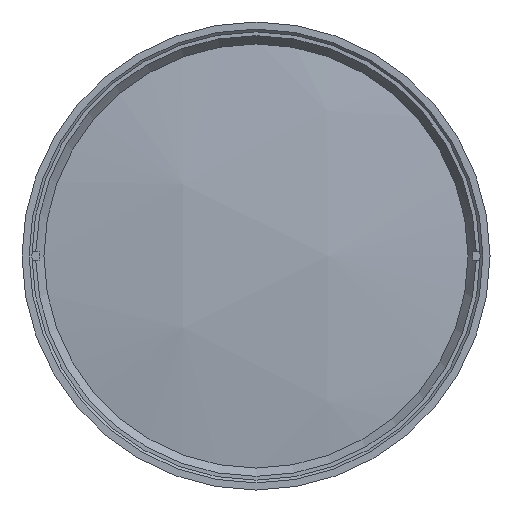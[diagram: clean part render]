
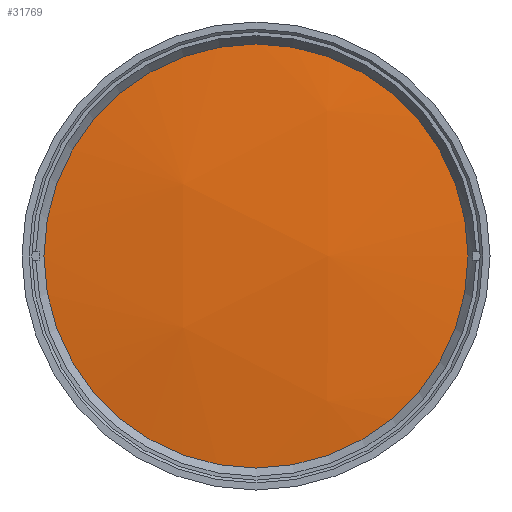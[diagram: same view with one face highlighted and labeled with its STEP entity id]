
A CAD part, left-side view. The second image highlights one B-rep face of the part: STEP entity #31769.
In plain terms, the highlighted spherical face has radius 266.722 mm.
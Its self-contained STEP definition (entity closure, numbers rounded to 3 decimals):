
#7476 = FACE_OUTER_BOUND ( 'NONE', #8646, .T. ) ;
#8470 = CARTESIAN_POINT ( 'NONE',  ( -75.867, 10.193, 115.091 ) ) ;
#8532 = CIRCLE ( 'NONE', #35164, 39.359 ) ;
#8646 = EDGE_LOOP ( 'NONE', ( #20526 ) ) ;
#11381 = DIRECTION ( 'NONE',  ( -0.15, 0.989, 0. ) ) ;
#11650 = DIRECTION ( 'NONE',  ( -0.989, -0.15, 0. ) ) ;
#12122 = DIRECTION ( 'NONE',  ( -1., 0., 0. ) ) ;
#12914 = VERTEX_POINT ( 'NONE', #8470 ) ;
#20526 = ORIENTED_EDGE ( 'NONE', *, *, #46036, .T. ) ;
#31769 = ADVANCED_FACE ( 'NONE', ( #7476 ), #32479, .T. ) ;
#32479 = SPHERICAL_SURFACE ( 'NONE', #49476, 266.722 ) ;
#35164 = AXIS2_PLACEMENT_3D ( 'NONE', #37934, #12122, #45707 ) ;
#37934 = CARTESIAN_POINT ( 'NONE',  ( -75.867, 10.193, 154.45 ) ) ;
#45707 = DIRECTION ( 'NONE',  ( 0., 0., -1. ) ) ;
#46036 = EDGE_CURVE ( 'NONE', #12914, #12914, #8532, .T. ) ;
#49415 = CARTESIAN_POINT ( 'NONE',  ( 187.935, 10.193, 154.45 ) ) ;
#49476 = AXIS2_PLACEMENT_3D ( 'NONE', #49415, #11381, #11650 ) ;
